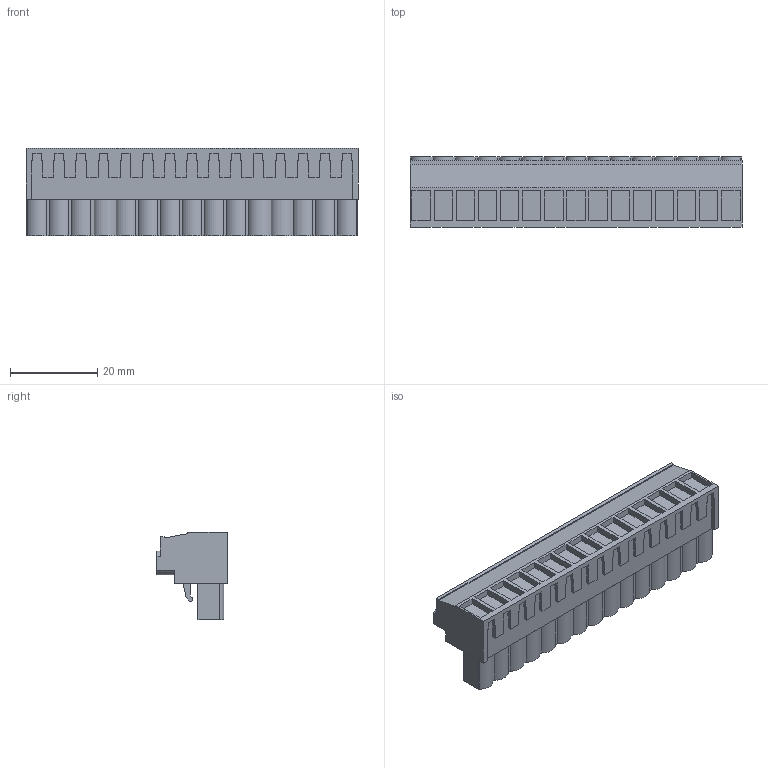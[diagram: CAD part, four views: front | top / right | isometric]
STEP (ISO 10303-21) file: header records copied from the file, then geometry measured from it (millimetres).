
FILE_DESCRIPTION(('CATIA V5 STEP','CAx-IF Rec.Pracs.--- Model Styling and Organization---1.2---2011-12-15'),'2;1');
FILE_NAME ('D1459902_0_1943940000_1943940000.stp','2017-05-22T12:40:30+00:00',('none'),('Weidmueller'),'CATIA Version 5-6 Release 2014','CATIA V5 STEP AP214','none');
FILE_SCHEMA(('AUTOMOTIVE_DESIGN { 1 0 10303 214 1 1 1 1 }'));
Length unit declared in the file: millimetre
Products named in the file (1): 1943940000
Bounding box: 76.2 x 16.1 x 20.05 mm (x, y, z)
Volume: 14166.7 mm3; surface area: 8934.3 mm2
Topology: 16 solids, 16 shells, 1000 faces, 2827 edges, 1920 vertices
Faces by surface type: plane 861, cylinder 139
Entity records: 30180 total; most frequent: ORIENTED_EDGE 5654, CARTESIAN_POINT 5518, DIRECTION 4116, EDGE_CURVE 2827, VECTOR 2489, LINE 2489, VERTEX_POINT 1920, EDGE_LOOP 1061
